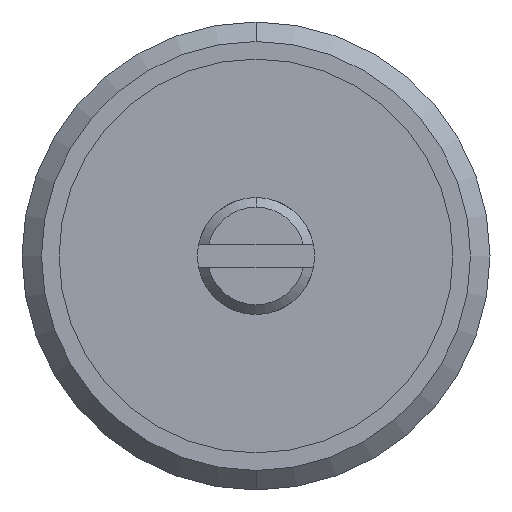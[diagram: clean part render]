
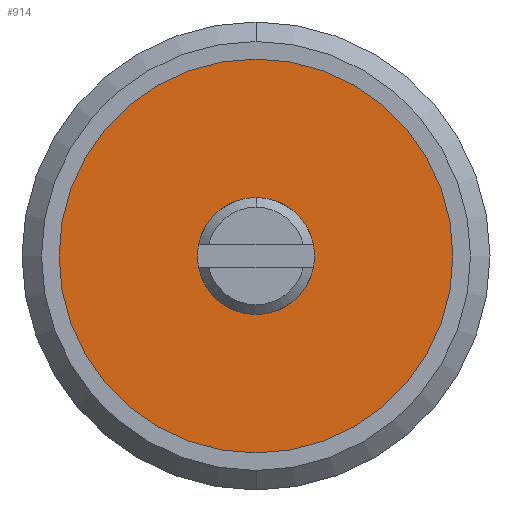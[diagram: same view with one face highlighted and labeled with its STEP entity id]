
A CAD part, front view. The second image highlights one B-rep face of the part: STEP entity #914.
In plain terms, the highlighted planar face has unit normal (0, -1, 0).
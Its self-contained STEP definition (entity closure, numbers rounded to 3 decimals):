
#42 = DIRECTION ( 'NONE',  ( 0., 1., 0. ) ) ;
#43 = DIRECTION ( 'NONE',  ( -1., 0., 0. ) ) ;
#47 = FACE_BOUND ( 'NONE', #630, .T. ) ;
#49 = VERTEX_POINT ( 'NONE', #838 ) ;
#56 = FACE_OUTER_BOUND ( 'NONE', #331, .T. ) ;
#96 = AXIS2_PLACEMENT_3D ( 'NONE', #778, #261, #784 ) ;
#189 = ORIENTED_EDGE ( 'NONE', *, *, #938, .F. ) ;
#206 = CARTESIAN_POINT ( 'NONE',  ( -6.25, 12., 0. ) ) ;
#216 = VERTEX_POINT ( 'NONE', #625 ) ;
#230 = DIRECTION ( 'NONE',  ( 0., 1., 0. ) ) ;
#261 = DIRECTION ( 'NONE',  ( 0., 1., 0. ) ) ;
#274 = CIRCLE ( 'NONE', #503, 10.1 ) ;
#282 = CIRCLE ( 'NONE', #96, 2.4 ) ;
#287 = AXIS2_PLACEMENT_3D ( 'NONE', #876, #42, #506 ) ;
#291 = DIRECTION ( 'NONE',  ( 0., -1., 0. ) ) ;
#325 = CARTESIAN_POINT ( 'NONE',  ( -10.1, 12., 0. ) ) ;
#331 = EDGE_LOOP ( 'NONE', ( #348, #189 ) ) ;
#348 = ORIENTED_EDGE ( 'NONE', *, *, #877, .F. ) ;
#358 = CARTESIAN_POINT ( 'NONE',  ( 0., 12., 0. ) ) ;
#384 = DIRECTION ( 'NONE',  ( 0., 0., -1. ) ) ;
#503 = AXIS2_PLACEMENT_3D ( 'NONE', #358, #880, #43 ) ;
#504 = ORIENTED_EDGE ( 'NONE', *, *, #713, .T. ) ;
#506 = DIRECTION ( 'NONE',  ( -1., 0., 0. ) ) ;
#508 = CIRCLE ( 'NONE', #554, 10.1 ) ;
#519 = ORIENTED_EDGE ( 'NONE', *, *, #609, .T. ) ;
#537 = DIRECTION ( 'NONE',  ( -1., 0., 0. ) ) ;
#554 = AXIS2_PLACEMENT_3D ( 'NONE', #833, #230, #537 ) ;
#602 = VERTEX_POINT ( 'NONE', #937 ) ;
#609 = EDGE_CURVE ( 'NONE', #602, #49, #282, .T. ) ;
#625 = CARTESIAN_POINT ( 'NONE',  ( 10.1, 12., 0. ) ) ;
#630 = EDGE_LOOP ( 'NONE', ( #504, #519 ) ) ;
#650 = VERTEX_POINT ( 'NONE', #325 ) ;
#653 = PLANE ( 'NONE',  #917 ) ;
#713 = EDGE_CURVE ( 'NONE', #49, #602, #724, .T. ) ;
#724 = CIRCLE ( 'NONE', #287, 2.4 ) ;
#778 = CARTESIAN_POINT ( 'NONE',  ( 0., 12., 0. ) ) ;
#784 = DIRECTION ( 'NONE',  ( -1., 0., 0. ) ) ;
#833 = CARTESIAN_POINT ( 'NONE',  ( 0., 12., 0. ) ) ;
#838 = CARTESIAN_POINT ( 'NONE',  ( -2.4, 12., 0. ) ) ;
#876 = CARTESIAN_POINT ( 'NONE',  ( 0., 12., 0. ) ) ;
#877 = EDGE_CURVE ( 'NONE', #650, #216, #274, .T. ) ;
#880 = DIRECTION ( 'NONE',  ( 0., 1., 0. ) ) ;
#914 = ADVANCED_FACE ( 'NONE', ( #47, #56 ), #653, .T. ) ;
#917 = AXIS2_PLACEMENT_3D ( 'NONE', #206, #291, #384 ) ;
#937 = CARTESIAN_POINT ( 'NONE',  ( 2.4, 12., 0. ) ) ;
#938 = EDGE_CURVE ( 'NONE', #216, #650, #508, .T. ) ;
